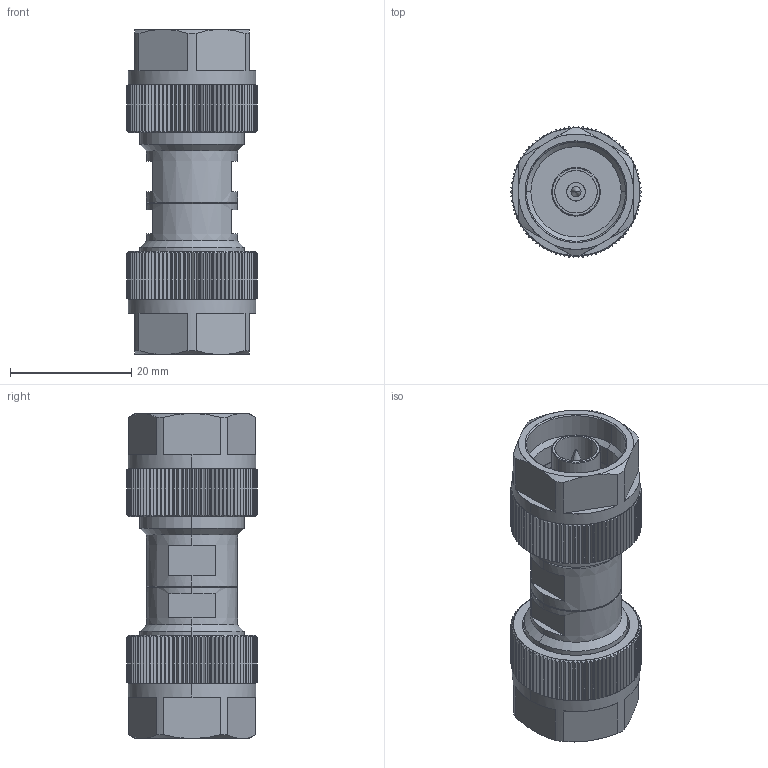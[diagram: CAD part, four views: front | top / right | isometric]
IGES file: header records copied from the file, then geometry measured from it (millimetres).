
Start section: SolidWorks IGES file using analytic representation for surfaces
Global section: file name: R163.703.001C.IGS; native system: SolidWorks 2014; preprocessor: SolidWorks 2014; author: raymond_g; date: 150305.095542; units: millimetre
Bounding box: 21.5 x 21.49 x 53.5 mm (x, y, z)
Surface area: 8267.2 mm2 (no closed solid volume)
Topology: 0 solids, 0 shells, 1061 faces, 6588 edges, 6588 vertices
Faces by surface type: bspline 595, revolution 466
